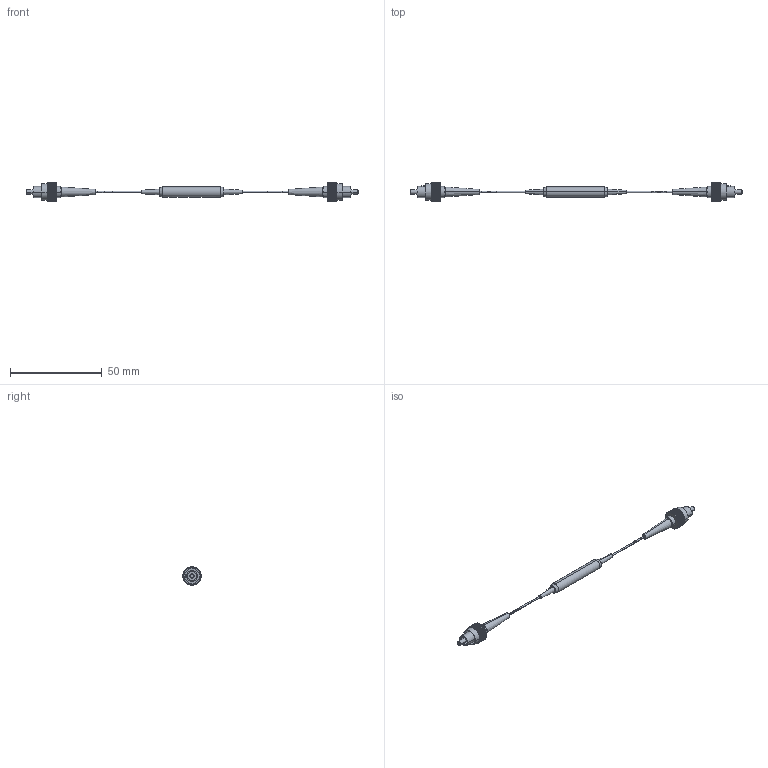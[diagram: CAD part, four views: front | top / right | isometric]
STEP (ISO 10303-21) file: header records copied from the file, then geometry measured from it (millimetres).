
FILE_DESCRIPTION (( 'STEP AP214' ), '1' );
FILE_NAME ('PSMSI-P55-191_3D.step', '2023-10-16T21:29:35', ( '' ), ( '' ), 'SwSTEP 2.0', 'SolidWorks 2022', '' );
FILE_SCHEMA (( 'AUTOMOTIVE_DESIGN' ));
Length unit declared in the file: millimetre
Products named in the file (5): _X2_53f778017ba1_X0_; _X2_53f778017ba1_X0_ - Ouput; PSMSI-P55-191_3D; 900um FC_X2_51497ea45934_X0_NEW; SM or PM Isolator 5.5x35mm  _X2_94a27ba16a21578b_X0_
Assembly tree (5 placements, depth 2):
  PSMSI-P55-191_3D
    SM or PM Isolator 5.5x35mm  _X2_94a27ba16a21578b_X0_
    900um FC_X2_51497ea45934_X0_NEW  x2
    _X2_53f778017ba1_X0_
    _X2_53f778017ba1_X0_ - Ouput
Bounding box: 180.57 x 9.99 x 9.99 mm (x, y, z)
Volume: 2699.9 mm3; surface area: 3509.6 mm2
Topology: 7 solids, 7 shells, 962 faces, 2833 edges, 1886 vertices
Faces by surface type: plane 514, bspline 232, cylinder 196, cone 20
Entity records: 44228 total; most frequent: CARTESIAN_POINT 17949, ORIENTED_EDGE 4440, DIRECTION 2768, EDGE_CURVE 2220, VERTEX_POINT 1478, VECTOR 1106, LINE 1106, AXIS2_PLACEMENT_3D 831
